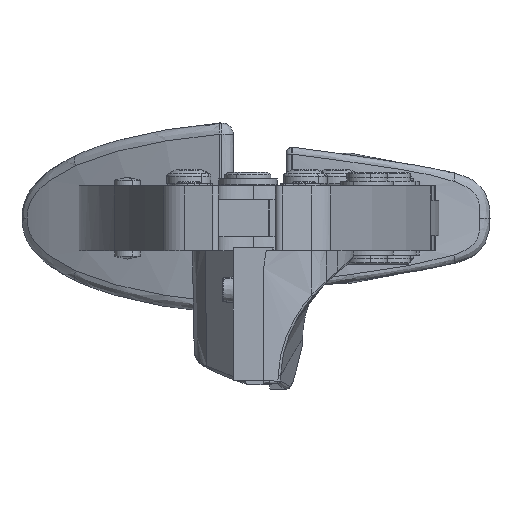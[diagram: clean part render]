
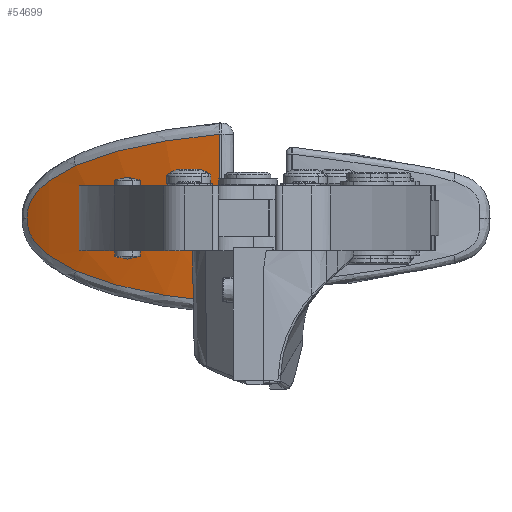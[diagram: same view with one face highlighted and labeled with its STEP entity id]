
A CAD part, left-side view. The second image highlights one B-rep face of the part: STEP entity #54699.
In plain terms, the highlighted cylindrical face has radius 95 mm (diameter 190 mm), a partial arc.
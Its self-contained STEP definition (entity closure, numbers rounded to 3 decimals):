
#54681=AXIS2_PLACEMENT_3D('Cylinder Axis2P3D',#54678,#54679,#54680) ;
#54685=AXIS2_PLACEMENT_3D('Circle Axis2P3D',#54683,#54684,$) ;
#1161=CARTESIAN_POINT('Vertex',(77.29,70.017,24.)) ;
#1201=CARTESIAN_POINT('Vertex',(77.29,70.017,35.2)) ;
#1204=CARTESIAN_POINT('Line Origine',(77.29,70.017,34.2)) ;
#1240=CARTESIAN_POINT('Vertex',(69.137,46.915,44.14)) ;
#1243=CARTESIAN_POINT('Line Origine',(69.137,46.915,39.67)) ;
#1247=CARTESIAN_POINT('Vertex',(69.137,46.915,35.2)) ;
#9276=CARTESIAN_POINT('Vertex',(78.205,71.779,38.716)) ;
#9280=CARTESIAN_POINT('Control Point',(69.137,46.915,44.14)) ;
#9281=CARTESIAN_POINT('Control Point',(69.554,48.87,43.963)) ;
#9282=CARTESIAN_POINT('Control Point',(70.018,50.798,43.759)) ;
#9283=CARTESIAN_POINT('Control Point',(70.528,52.693,43.524)) ;
#9284=CARTESIAN_POINT('Control Point',(71.374,55.547,43.115)) ;
#9285=CARTESIAN_POINT('Control Point',(72.308,58.304,42.627)) ;
#9286=CARTESIAN_POINT('Control Point',(72.644,59.253,42.447)) ;
#9287=CARTESIAN_POINT('Control Point',(73.522,61.637,41.962)) ;
#9288=CARTESIAN_POINT('Control Point',(74.453,63.926,41.411)) ;
#9289=CARTESIAN_POINT('Control Point',(75.035,65.278,41.05)) ;
#9290=CARTESIAN_POINT('Control Point',(76.037,67.489,40.396)) ;
#9291=CARTESIAN_POINT('Control Point',(77.036,69.526,39.671)) ;
#9292=CARTESIAN_POINT('Control Point',(77.44,70.326,39.362)) ;
#9293=CARTESIAN_POINT('Control Point',(77.836,71.086,39.042)) ;
#9294=CARTESIAN_POINT('Control Point',(78.205,71.779,38.716)) ;
#12412=CARTESIAN_POINT('Vertex',(69.137,46.915,15.06)) ;
#12590=CARTESIAN_POINT('Line Origine',(69.137,46.915,19.53)) ;
#12594=CARTESIAN_POINT('Vertex',(69.137,46.915,24.)) ;
#13069=CARTESIAN_POINT('Vertex',(78.205,71.779,20.484)) ;
#13073=CARTESIAN_POINT('Control Point',(78.205,71.779,20.484)) ;
#13074=CARTESIAN_POINT('Control Point',(78.886,73.058,21.086)) ;
#13075=CARTESIAN_POINT('Control Point',(79.555,74.256,21.714)) ;
#13076=CARTESIAN_POINT('Control Point',(80.201,75.361,22.371)) ;
#13077=CARTESIAN_POINT('Control Point',(80.997,76.678,23.287)) ;
#13078=CARTESIAN_POINT('Control Point',(81.668,77.749,24.253)) ;
#13079=CARTESIAN_POINT('Control Point',(81.828,78.001,24.497)) ;
#13080=CARTESIAN_POINT('Control Point',(82.471,79.009,25.558)) ;
#13081=CARTESIAN_POINT('Control Point',(82.931,79.703,26.676)) ;
#13082=CARTESIAN_POINT('Control Point',(83.16,80.042,27.552)) ;
#13083=CARTESIAN_POINT('Control Point',(83.283,80.224,28.525)) ;
#13084=CARTESIAN_POINT('Control Point',(83.28,80.221,29.6)) ;
#13085=CARTESIAN_POINT('Vertex',(83.28,80.221,29.6)) ;
#42494=CARTESIAN_POINT('Control Point',(69.137,46.915,15.06)) ;
#42495=CARTESIAN_POINT('Control Point',(69.554,48.87,15.237)) ;
#42496=CARTESIAN_POINT('Control Point',(70.018,50.798,15.441)) ;
#42497=CARTESIAN_POINT('Control Point',(70.528,52.693,15.676)) ;
#42498=CARTESIAN_POINT('Control Point',(71.374,55.547,16.085)) ;
#42499=CARTESIAN_POINT('Control Point',(72.308,58.304,16.573)) ;
#42500=CARTESIAN_POINT('Control Point',(72.644,59.253,16.753)) ;
#42501=CARTESIAN_POINT('Control Point',(73.522,61.637,17.238)) ;
#42502=CARTESIAN_POINT('Control Point',(74.453,63.926,17.789)) ;
#42503=CARTESIAN_POINT('Control Point',(75.035,65.278,18.15)) ;
#42504=CARTESIAN_POINT('Control Point',(76.037,67.489,18.804)) ;
#42505=CARTESIAN_POINT('Control Point',(77.036,69.526,19.529)) ;
#42506=CARTESIAN_POINT('Control Point',(77.44,70.326,19.838)) ;
#42507=CARTESIAN_POINT('Control Point',(77.836,71.086,20.158)) ;
#42508=CARTESIAN_POINT('Control Point',(78.205,71.779,20.484)) ;
#44270=CARTESIAN_POINT('Control Point',(78.205,71.779,38.716)) ;
#44271=CARTESIAN_POINT('Control Point',(78.807,72.909,38.184)) ;
#44272=CARTESIAN_POINT('Control Point',(79.4,73.976,37.632)) ;
#44273=CARTESIAN_POINT('Control Point',(79.974,74.972,37.057)) ;
#44274=CARTESIAN_POINT('Control Point',(80.799,76.354,36.148)) ;
#44275=CARTESIAN_POINT('Control Point',(81.51,77.499,35.186)) ;
#44276=CARTESIAN_POINT('Control Point',(81.739,77.862,34.85)) ;
#44277=CARTESIAN_POINT('Control Point',(82.446,78.972,33.706)) ;
#44278=CARTESIAN_POINT('Control Point',(82.939,79.714,32.496)) ;
#44279=CARTESIAN_POINT('Control Point',(83.162,80.046,31.625)) ;
#44280=CARTESIAN_POINT('Control Point',(83.283,80.224,30.664)) ;
#44281=CARTESIAN_POINT('Control Point',(83.28,80.221,29.6)) ;
#47309=CARTESIAN_POINT('Control Point',(77.29,70.017,24.)) ;
#47310=CARTESIAN_POINT('Control Point',(75.071,65.634,24.)) ;
#47311=CARTESIAN_POINT('Control Point',(73.136,61.106,24.)) ;
#47312=CARTESIAN_POINT('Control Point',(71.496,56.46,24.)) ;
#47313=CARTESIAN_POINT('Control Point',(70.161,51.721,24.)) ;
#47314=CARTESIAN_POINT('Control Point',(69.137,46.915,24.)) ;
#54678=CARTESIAN_POINT('Axis2P3D Location',(162.051,27.115,29.6)) ;
#54683=CARTESIAN_POINT('Axis2P3D Location',(162.051,27.115,35.2)) ;
#1205=DIRECTION('Vector Direction',(0.,0.,-1.)) ;
#1244=DIRECTION('Vector Direction',(0.,0.,1.)) ;
#12591=DIRECTION('Vector Direction',(0.,0.,1.)) ;
#54679=DIRECTION('Axis2P3D Direction',(0.,0.,1.)) ;
#54680=DIRECTION('Axis2P3D XDirection',(-0.769,0.64,0.)) ;
#54684=DIRECTION('Axis2P3D Direction',(0.,0.,1.)) ;
#1206=VECTOR('Line Direction',#1205,1.) ;
#1245=VECTOR('Line Direction',#1244,1.) ;
#12592=VECTOR('Line Direction',#12591,1.) ;
#54689=ORIENTED_EDGE('',*,*,#1249,.T.) ;
#54690=ORIENTED_EDGE('',*,*,#9295,.F.) ;
#54691=ORIENTED_EDGE('',*,*,#44282,.F.) ;
#54692=ORIENTED_EDGE('',*,*,#13087,.F.) ;
#54693=ORIENTED_EDGE('',*,*,#42509,.F.) ;
#54694=ORIENTED_EDGE('',*,*,#12596,.T.) ;
#54695=ORIENTED_EDGE('',*,*,#47315,.T.) ;
#54696=ORIENTED_EDGE('',*,*,#1208,.F.) ;
#54697=ORIENTED_EDGE('',*,*,#54687,.F.) ;
#54699=ADVANCED_FACE('Hauptk\X2\00F6\X0\rper',(#54698),#54682,.T.) ;
#9279=B_SPLINE_CURVE_WITH_KNOTS('',5,(#9280,#9281,#9282,#9283,#9284,#9285,#9286,#9287,#9288,#9289,#9290,#9291,#9292,#9293,#9294),.UNSPECIFIED.,.F.,.U.,(6,3,3,3,6),(93.928,103.23,108.205,115.926,121.296),.UNSPECIFIED.) ;
#13072=B_SPLINE_CURVE_WITH_KNOTS('',5,(#13073,#13074,#13075,#13076,#13077,#13078,#13079,#13080,#13081,#13082,#13083,#13084),.UNSPECIFIED.,.F.,.U.,(6,3,3,6),(105.64,112.154,114.317,121.463),.UNSPECIFIED.) ;
#42493=B_SPLINE_CURVE_WITH_KNOTS('',5,(#42494,#42495,#42496,#42497,#42498,#42499,#42500,#42501,#42502,#42503,#42504,#42505,#42506,#42507,#42508),.UNSPECIFIED.,.F.,.U.,(6,3,3,3,6),(93.928,103.23,108.205,115.926,121.296),.UNSPECIFIED.) ;
#44269=B_SPLINE_CURVE_WITH_KNOTS('',5,(#44270,#44271,#44272,#44273,#44274,#44275,#44276,#44277,#44278,#44279,#44280,#44281),.UNSPECIFIED.,.F.,.U.,(6,3,3,6),(105.635,111.388,114.386,121.454),.UNSPECIFIED.) ;
#47308=B_SPLINE_CURVE_WITH_KNOTS('',5,(#47309,#47310,#47311,#47312,#47313,#47314),.UNSPECIFIED.,.F.,.U.,(6,6),(0.,34.742),.UNSPECIFIED.) ;
#54686=CIRCLE('generated circle',#54685,95.) ;
#54682=CYLINDRICAL_SURFACE('generated cylinder',#54681,95.) ;
#1208=EDGE_CURVE('',#1202,#1162,#1207,.T.) ;
#1249=EDGE_CURVE('',#1248,#1241,#1246,.T.) ;
#9295=EDGE_CURVE('',#9277,#1241,#9279,.F.) ;
#12596=EDGE_CURVE('',#12413,#12595,#12593,.T.) ;
#13087=EDGE_CURVE('',#13070,#13086,#13072,.T.) ;
#42509=EDGE_CURVE('',#12413,#13070,#42493,.T.) ;
#44282=EDGE_CURVE('',#13086,#9277,#44269,.F.) ;
#47315=EDGE_CURVE('',#12595,#1162,#47308,.F.) ;
#54687=EDGE_CURVE('',#1248,#1202,#54686,.F.) ;
#54688=EDGE_LOOP('',(#54689,#54690,#54691,#54692,#54693,#54694,#54695,#54696,#54697)) ;
#54698=FACE_OUTER_BOUND('',#54688,.T.) ;
#1207=LINE('Line',#1204,#1206) ;
#1246=LINE('Line',#1243,#1245) ;
#12593=LINE('Line',#12590,#12592) ;
#1162=VERTEX_POINT('',#1161) ;
#1202=VERTEX_POINT('',#1201) ;
#1241=VERTEX_POINT('',#1240) ;
#1248=VERTEX_POINT('',#1247) ;
#9277=VERTEX_POINT('',#9276) ;
#12413=VERTEX_POINT('',#12412) ;
#12595=VERTEX_POINT('',#12594) ;
#13070=VERTEX_POINT('',#13069) ;
#13086=VERTEX_POINT('',#13085) ;
